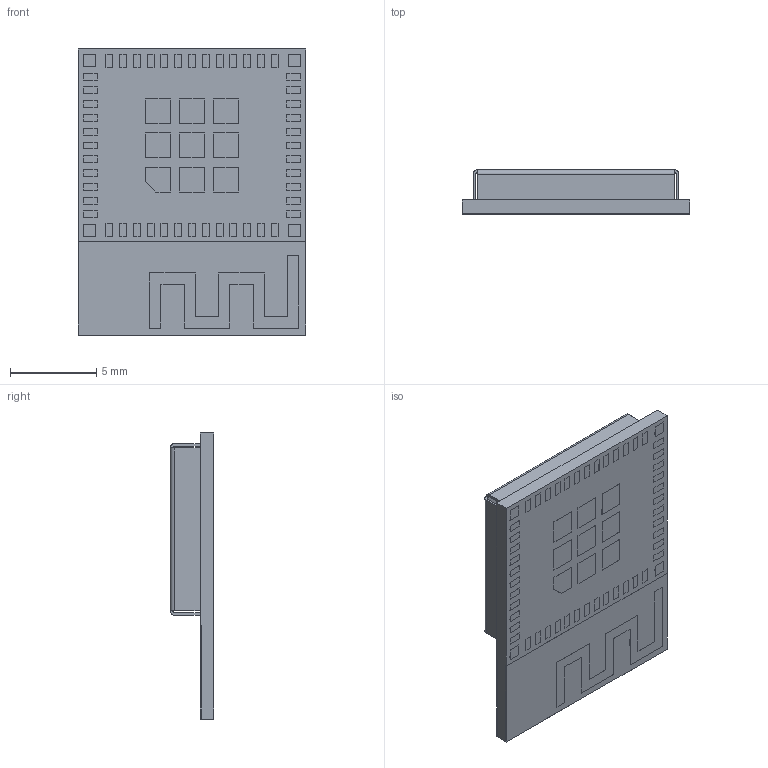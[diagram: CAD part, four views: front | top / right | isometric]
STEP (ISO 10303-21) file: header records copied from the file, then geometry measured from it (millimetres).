
FILE_DESCRIPTION (( 'STEP AP214' ), '1' );
FILE_NAME ('ESP32-PICO-MINI-02.STEP', '2021-10-22T20:08:12', ( '' ), ( '' ), 'SwSTEP 2.0', 'SolidWorks 2017', '' );
FILE_SCHEMA (( 'AUTOMOTIVE_DESIGN' ));
Length unit declared in the file: millimetre
Products named in the file (1): ESP32-PICO-MINI-02
Bounding box: 13.2 x 2.55 x 16.6 mm (x, y, z)
Volume: 202.6 mm3; surface area: 1248.2 mm2
Topology: 68 solids, 68 shells, 829 faces, 1880 edges, 1248 vertices
Faces by surface type: plane 819, cylinder 10
Entity records: 23351 total; most frequent: CARTESIAN_POINT 3958, ORIENTED_EDGE 3760, DIRECTION 3560, EDGE_CURVE 1880, LINE 1860, VECTOR 1860, VERTEX_POINT 1248, EDGE_LOOP 894
